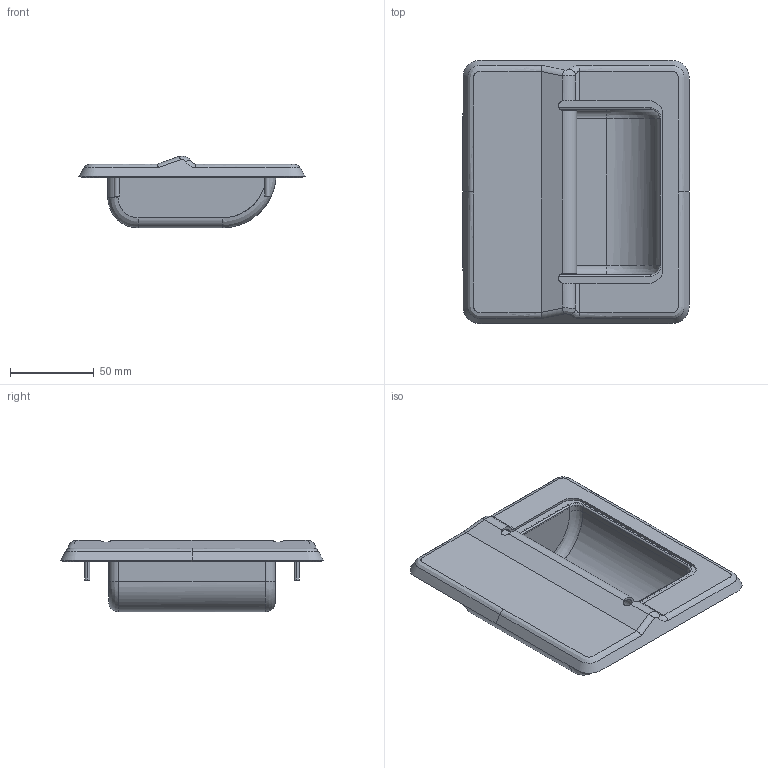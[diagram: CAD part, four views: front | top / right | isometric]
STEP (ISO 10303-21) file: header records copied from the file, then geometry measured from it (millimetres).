
FILE_DESCRIPTION( (''), '2;1');
FILE_NAME ('PC3554.14188.THA_475SUS_13417.stp','2026-02-03T14:10:42',(''),(''),'spGate 20.6.3 (****-****-****-****)','','');
FILE_SCHEMA (('AUTOMOTIVE_DESIGN'));
Length unit declared in the file: millimetre
Bounding box: 135 x 157 x 42.79 mm (x, y, z)
Volume: 43303.2 mm3; surface area: 86493.2 mm2
Topology: 1 solids, 1 shells, 268 faces, 679 edges, 394 vertices
Faces by surface type: cylinder 125, plane 87, bspline 56
Entity records: 15769 total; most frequent: CARTESIAN_POINT 4851, ORIENTED_EDGE 1310, DIRECTION 987, COLOUR_RGB 924, PRESENTATION_STYLE_ASSIGNMENT 924, STYLED_ITEM 924, EDGE_CURVE 655, DRAUGHTING_PRE_DEFINED_CURVE_FONT 655
